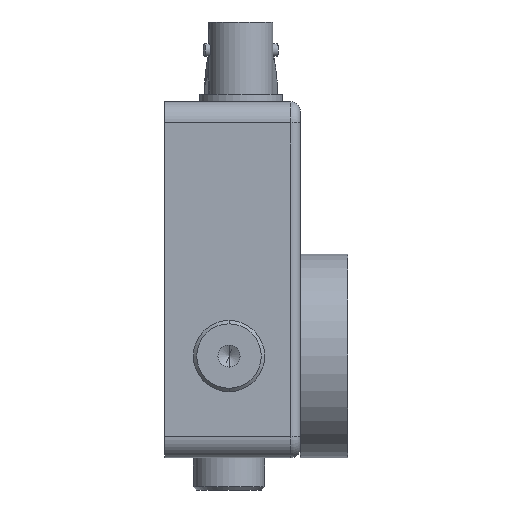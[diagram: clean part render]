
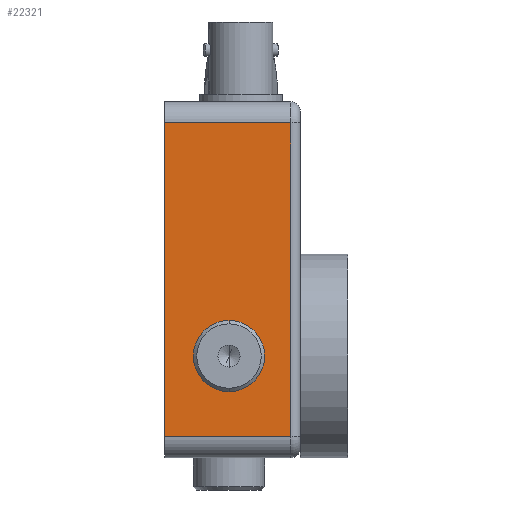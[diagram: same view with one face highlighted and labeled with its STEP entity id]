
A CAD part, left-side view. The second image highlights one B-rep face of the part: STEP entity #22321.
In plain terms, the highlighted planar face has unit normal (-1, 0, 0).
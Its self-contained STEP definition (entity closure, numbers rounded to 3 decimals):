
#22117 = ORIENTED_EDGE ( 'NONE', *, *, #22308, .F. ) ;
#22124 = EDGE_LOOP ( 'NONE', ( #22117, #22316 ) ) ;
#22155 = ORIENTED_EDGE ( 'NONE', *, *, #22159, .T. ) ;
#22157 = EDGE_CURVE ( 'NONE', #22236, #22299, #53067, .T. ) ;
#22159 = EDGE_CURVE ( 'NONE', #22323, #22236, #53145, .T. ) ;
#22193 = EDGE_LOOP ( 'NONE', ( #22155, #22255, #22267, #22326 ) ) ;
#22236 = VERTEX_POINT ( 'NONE', #53249 ) ;
#22250 = VERTEX_POINT ( 'NONE', #53332 ) ;
#22255 = ORIENTED_EDGE ( 'NONE', *, *, #22157, .T. ) ;
#22256 = EDGE_CURVE ( 'NONE', #22299, #22250, #53313, .T. ) ;
#22267 = ORIENTED_EDGE ( 'NONE', *, *, #22256, .T. ) ;
#22272 = EDGE_CURVE ( 'NONE', #22250, #22323, #53270, .T. ) ;
#22299 = VERTEX_POINT ( 'NONE', #53497 ) ;
#22308 = EDGE_CURVE ( 'NONE', #91171, #91184, #53629, .T. ) ;
#22316 = ORIENTED_EDGE ( 'NONE', *, *, #91212, .F. ) ;
#22321 = ADVANCED_FACE ( 'NONE', ( #53702, #53585 ), #53665, .F. ) ;
#22323 = VERTEX_POINT ( 'NONE', #53701 ) ;
#22326 = ORIENTED_EDGE ( 'NONE', *, *, #22272, .T. ) ;
#38628 = CARTESIAN_POINT ( 'NONE',  ( -17.744, 20.202, -29.955 ) ) ;
#38636 = CARTESIAN_POINT ( 'NONE',  ( -17.744, 14.352, -29.955 ) ) ;
#38724 = DIRECTION ( 'NONE',  ( 0., 1., 0. ) ) ;
#38727 = DIRECTION ( 'NONE',  ( -1., 0., 0. ) ) ;
#38738 = AXIS2_PLACEMENT_3D ( 'NONE', #38748, #38727, #38724 ) ;
#38748 = CARTESIAN_POINT ( 'NONE',  ( -17.744, 17.277, -29.955 ) ) ;
#38801 = CIRCLE ( 'NONE', #38738, 2.925 ) ;
#53067 = LINE ( 'NONE', #53157, #53154 ) ;
#53140 = DIRECTION ( 'NONE',  ( 0., -1., 0. ) ) ;
#53142 = VECTOR ( 'NONE', #53140, 1000. ) ;
#53143 = CARTESIAN_POINT ( 'NONE',  ( -17.744, 6.609, -42.02 ) ) ;
#53145 = LINE ( 'NONE', #53143, #53142 ) ;
#53153 = DIRECTION ( 'NONE',  ( 0., 0., 1. ) ) ;
#53154 = VECTOR ( 'NONE', #53153, 1000. ) ;
#53157 = CARTESIAN_POINT ( 'NONE',  ( -17.744, 8.006, 8.145 ) ) ;
#53249 = CARTESIAN_POINT ( 'NONE',  ( -17.744, 8.006, -42.02 ) ) ;
#53270 = LINE ( 'NONE', #53471, #53469 ) ;
#53313 = LINE ( 'NONE', #53320, #53318 ) ;
#53318 = VECTOR ( 'NONE', #53490, 1000. ) ;
#53320 = CARTESIAN_POINT ( 'NONE',  ( -17.744, 6.609, 4.97 ) ) ;
#53332 = CARTESIAN_POINT ( 'NONE',  ( -17.744, 26.929, 4.97 ) ) ;
#53468 = DIRECTION ( 'NONE',  ( 0., 0., -1. ) ) ;
#53469 = VECTOR ( 'NONE', #53468, 1000. ) ;
#53471 = CARTESIAN_POINT ( 'NONE',  ( -17.744, 26.929, 8.145 ) ) ;
#53490 = DIRECTION ( 'NONE',  ( 0., 1., 0. ) ) ;
#53497 = CARTESIAN_POINT ( 'NONE',  ( -17.744, 8.006, 4.97 ) ) ;
#53585 = FACE_OUTER_BOUND ( 'NONE', #22193, .T. ) ;
#53594 = DIRECTION ( 'NONE',  ( 0., 1., 0. ) ) ;
#53597 = DIRECTION ( 'NONE',  ( -1., 0., 0. ) ) ;
#53619 = AXIS2_PLACEMENT_3D ( 'NONE', #53656, #53597, #53594 ) ;
#53629 = CIRCLE ( 'NONE', #53619, 2.925 ) ;
#53656 = CARTESIAN_POINT ( 'NONE',  ( -17.744, 17.277, -29.955 ) ) ;
#53665 = PLANE ( 'NONE',  #53708 ) ;
#53701 = CARTESIAN_POINT ( 'NONE',  ( -17.744, 26.929, -42.02 ) ) ;
#53702 = FACE_BOUND ( 'NONE', #22124, .T. ) ;
#53708 = AXIS2_PLACEMENT_3D ( 'NONE', #53799, #53797, #53793 ) ;
#53793 = DIRECTION ( 'NONE',  ( 0., -1., 0. ) ) ;
#53797 = DIRECTION ( 'NONE',  ( 1., 0., 0. ) ) ;
#53799 = CARTESIAN_POINT ( 'NONE',  ( -17.744, 6.609, 8.145 ) ) ;
#91171 = VERTEX_POINT ( 'NONE', #38628 ) ;
#91184 = VERTEX_POINT ( 'NONE', #38636 ) ;
#91212 = EDGE_CURVE ( 'NONE', #91184, #91171, #38801, .T. ) ;
